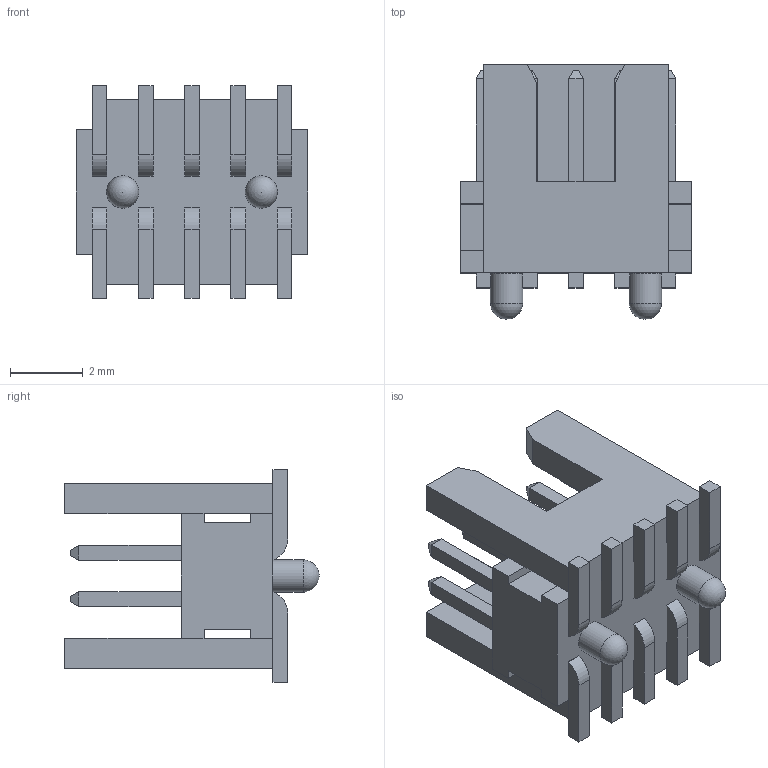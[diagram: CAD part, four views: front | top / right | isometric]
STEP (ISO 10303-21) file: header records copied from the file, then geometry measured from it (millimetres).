
FILE_DESCRIPTION(/* description */ ('STEP AP214'),/* implementation_level */ '2;1');
FILE_NAME(/* name */ 'FTSH-105-01-F-DV-K-A',/* time_stamp */ '2025-04-03T12:48:16+02:00',/* author */ ('License CC BY-ND 4.0'),/* organization */ ('CADENAS'),/* preprocessor_version */ 'ST-DEVELOPER v19.3',/* originating_system */ 'PARTsolutions',/* authorisation */ ' ');
FILE_SCHEMA (('AUTOMOTIVE_DESIGN {1 0 10303 214 3 1 1}'));
Length unit declared in the file: inch
Products named in the file (4): FTSH-105-01-F-DV-K-A; FTSH-105-01-F-DV-K-A_body; FTSH-105-01-F-DV-K_pins1; FTSH-105-01-F-DV-K_pins2
Assembly tree (3 placements, depth 2):
  FTSH-105-01-F-DV-K-A
    FTSH-105-01-F-DV-K-A_body
    FTSH-105-01-F-DV-K_pins1
    FTSH-105-01-F-DV-K_pins2
Bounding box: 6.35 x 6.99 x 5.84 mm (x, y, z)
Volume: 114.5 mm3; surface area: 415 mm2
Topology: 3 solids, 3 shells, 256 faces, 694 edges, 446 vertices
Faces by surface type: plane 242, cylinder 12, sphere 2
Full cylindrical faces by diameter (mm): 0.889 x2
Entity records: 7897 total; most frequent: CARTESIAN_POINT 1384, ORIENTED_EDGE 1368, DIRECTION 1228, EDGE_CURVE 684, LINE 660, VECTOR 660, VERTEX_POINT 440, AXIS2_PLACEMENT_3D 284
